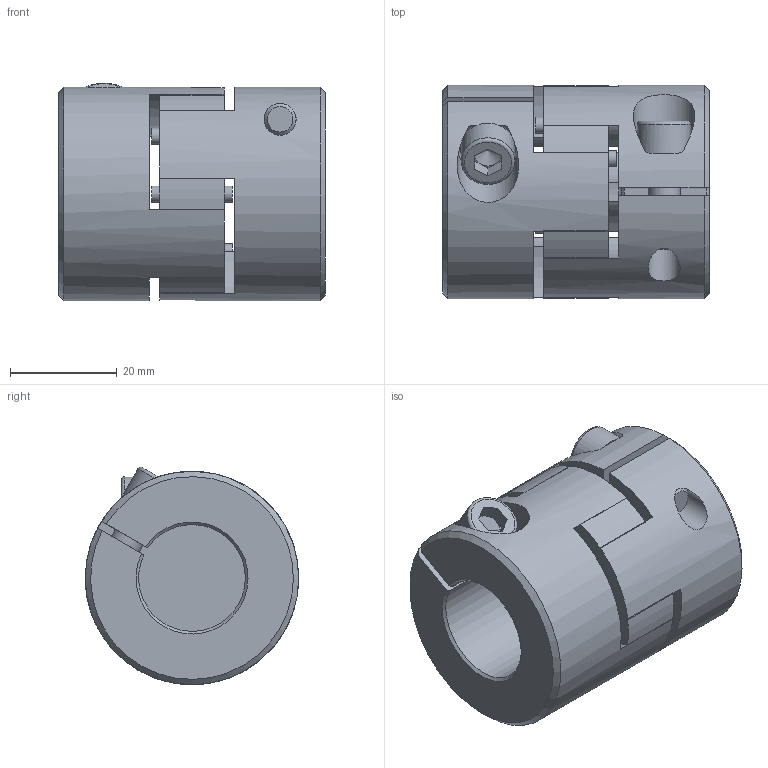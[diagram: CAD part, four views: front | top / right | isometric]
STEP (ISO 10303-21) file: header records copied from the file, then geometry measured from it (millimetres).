
FILE_DESCRIPTION(/* description */ ('STEP AP203'),/* implementation_level */ '2;1');
FILE_NAME(/* name */ 'KBE2C-19-20-14',/* time_stamp */ '2023-06-21T09:30:55+02:00',/* author */ ('License CC BY-ND 4.0'),/* organization */ ('CADENAS'),/* preprocessor_version */ 'ST-DEVELOPER v19.3',/* originating_system */ 'PARTsolutions',/* authorisation */ ' ');
FILE_SCHEMA (('CONFIG_CONTROL_DESIGN'));
Length unit declared in the file: millimetre
Products named in the file (1): KBE2C-19-20-14
Bounding box: 50 x 40 x 40.76 mm (x, y, z)
Volume: 49146.8 mm3; surface area: 15657.6 mm2
Topology: 1 solids, 1 shells, 117 faces, 303 edges, 192 vertices
Faces by surface type: plane 57, cylinder 44, cone 10, torus 6
Full cylindrical faces by diameter (mm): 3 x6, 6 x4, 6.5 x2, 10 x2
Entity records: 4387 total; most frequent: CARTESIAN_POINT 711, DIRECTION 630, ORIENTED_EDGE 550, EDGE_CURVE 275, AXIS2_PLACEMENT_3D 261, VERTEX_POINT 186, FACE_BOUND 155, EDGE_LOOP 153
